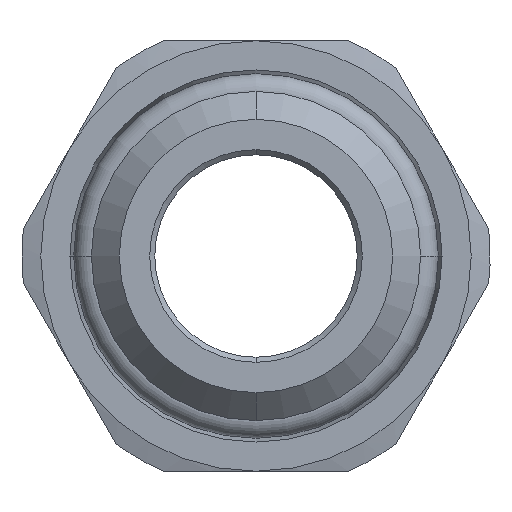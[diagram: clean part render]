
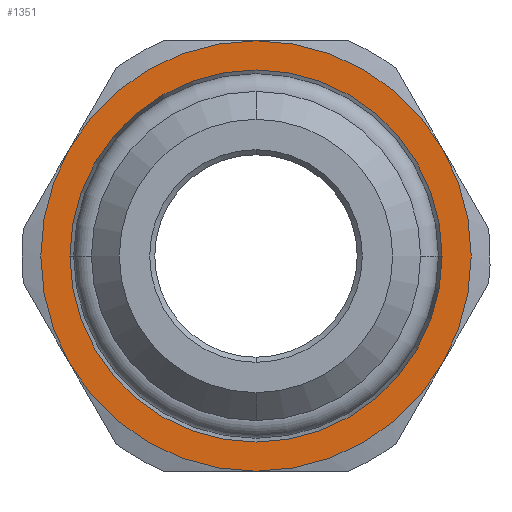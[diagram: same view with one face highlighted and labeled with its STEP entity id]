
A CAD part, front view. The second image highlights one B-rep face of the part: STEP entity #1351.
In plain terms, the highlighted planar face has unit normal (0, -1, 0).
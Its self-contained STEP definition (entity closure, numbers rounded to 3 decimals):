
#165=CARTESIAN_POINT('',(7.361,7.,-4.25));
#195=CARTESIAN_POINT('',(0.,7.,0.));
#196=DIRECTION('',(0.,-1.,0.));
#197=DIRECTION('',(0.,0.,-1.));
#198=AXIS2_PLACEMENT_3D('',#195,#196,#197);
#200=CARTESIAN_POINT('',(0.,7.,0.));
#201=DIRECTION('',(0.,-1.,0.));
#202=DIRECTION('',(0.866,0.,-0.5));
#203=AXIS2_PLACEMENT_3D('',#200,#201,#202);
#205=CARTESIAN_POINT('',(0.,7.,0.));
#206=DIRECTION('',(0.,-1.,0.));
#207=DIRECTION('',(0.866,0.,0.5));
#208=AXIS2_PLACEMENT_3D('',#205,#206,#207);
#244=CARTESIAN_POINT('',(-7.361,7.,4.25));
#274=CARTESIAN_POINT('',(0.,7.,0.));
#275=DIRECTION('',(0.,1.,0.));
#276=DIRECTION('',(-0.866,0.,0.5));
#277=AXIS2_PLACEMENT_3D('',#274,#275,#276);
#279=CARTESIAN_POINT('',(0.,7.,0.));
#280=DIRECTION('',(0.,1.,0.));
#281=DIRECTION('',(-0.866,0.,-0.5));
#282=AXIS2_PLACEMENT_3D('',#279,#280,#281);
#284=CARTESIAN_POINT('',(0.,7.,0.));
#285=DIRECTION('',(0.,1.,0.));
#286=DIRECTION('',(0.,0.,-1.));
#287=AXIS2_PLACEMENT_3D('',#284,#285,#286);
#294=CARTESIAN_POINT('',(0.,7.,8.5));
#344=CARTESIAN_POINT('',(-7.361,7.,-4.25));
#381=CARTESIAN_POINT('',(0.,7.,-8.5));
#410=CARTESIAN_POINT('',(0.,7.,0.));
#411=DIRECTION('',(0.,-1.,0.));
#412=DIRECTION('',(-1.,0.,0.));
#413=AXIS2_PLACEMENT_3D('',#410,#411,#412);
#415=CARTESIAN_POINT('',(0.,7.,0.));
#416=DIRECTION('',(0.,-1.,0.));
#417=DIRECTION('',(1.,0.,0.));
#418=AXIS2_PLACEMENT_3D('',#415,#416,#417);
#628=CARTESIAN_POINT('',(7.361,7.,4.25));
#698=VERTEX_POINT('',#294);
#742=CARTESIAN_POINT('',(-7.35,7.,0.));
#743=CARTESIAN_POINT('',(7.35,7.,0.));
#744=VERTEX_POINT('',#742);
#745=VERTEX_POINT('',#743);
#756=VERTEX_POINT('',#244);
#766=VERTEX_POINT('',#344);
#776=VERTEX_POINT('',#381);
#786=VERTEX_POINT('',#165);
#796=VERTEX_POINT('',#628);
#1332=CARTESIAN_POINT('',(0.,7.,0.));
#1333=DIRECTION('',(0.,-1.,0.));
#1334=DIRECTION('',(0.,0.,1.));
#1335=AXIS2_PLACEMENT_3D('',#1332,#1333,#1334);
#1336=PLANE('',#1335);
#1337=ORIENTED_EDGE('',*,*,#1080,.F.);
#1338=ORIENTED_EDGE('',*,*,#1065,.F.);
#1339=ORIENTED_EDGE('',*,*,#1245,.T.);
#1340=ORIENTED_EDGE('',*,*,#1230,.T.);
#1341=ORIENTED_EDGE('',*,*,#1216,.T.);
#1342=ORIENTED_EDGE('',*,*,#1092,.F.);
#1343=EDGE_LOOP('',(#1337,#1338,#1339,#1340,#1341,#1342));
#1344=FACE_OUTER_BOUND('',#1343,.F.);
#1346=ORIENTED_EDGE('',*,*,#1345,.T.);
#1348=ORIENTED_EDGE('',*,*,#1347,.T.);
#1349=EDGE_LOOP('',(#1346,#1348));
#1350=FACE_BOUND('',#1349,.F.);
#1351=ADVANCED_FACE('',(#1344,#1350),#1336,.T.);
#199=CIRCLE('',#198,8.5);
#204=CIRCLE('',#203,8.5);
#209=CIRCLE('',#208,8.5);
#278=CIRCLE('',#277,8.5);
#283=CIRCLE('',#282,8.5);
#288=CIRCLE('',#287,8.5);
#414=CIRCLE('',#413,7.35);
#419=CIRCLE('',#418,7.35);
#1065=EDGE_CURVE('',#776,#786,#199,.T.);
#1080=EDGE_CURVE('',#786,#796,#204,.T.);
#1092=EDGE_CURVE('',#796,#698,#209,.T.);
#1216=EDGE_CURVE('',#756,#698,#278,.T.);
#1230=EDGE_CURVE('',#766,#756,#283,.T.);
#1245=EDGE_CURVE('',#776,#766,#288,.T.);
#1345=EDGE_CURVE('',#744,#745,#414,.T.);
#1347=EDGE_CURVE('',#745,#744,#419,.T.);
